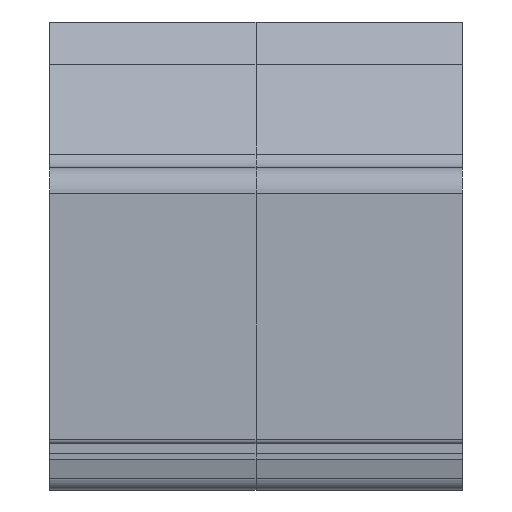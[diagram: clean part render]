
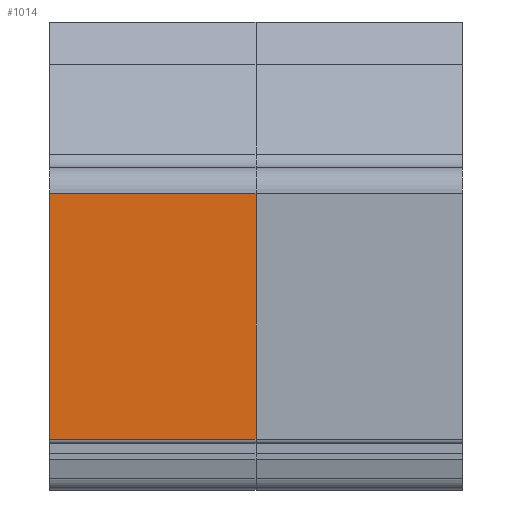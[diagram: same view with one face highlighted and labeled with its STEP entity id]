
A CAD part, front view. The second image highlights one B-rep face of the part: STEP entity #1014.
In plain terms, the highlighted planar face has unit normal (0, -1, 0).
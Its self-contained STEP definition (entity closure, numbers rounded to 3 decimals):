
#956=CARTESIAN_POINT('',(400.0,-835.0,30.5));
#957=VERTEX_POINT('',#956);
#965=CARTESIAN_POINT('',(0.0,-835.0,30.5));
#966=VERTEX_POINT('',#965);
#967=CARTESIAN_POINT('',(0.0,-835.0,30.5));
#968=DIRECTION('',(1.0,0.0,0.0));
#969=VECTOR('',#968,400.0);
#970=LINE('',#967,#969);
#971=EDGE_CURVE('',#966,#957,#970,.T.);
#984=CARTESIAN_POINT('',(0.0,-835.0,30.5));
#985=DIRECTION('',(0.0,-1.0,0.0));
#986=DIRECTION('',(0.0,0.0,-1.0));
#987=AXIS2_PLACEMENT_3D('',#984,#985,#986);
#988=PLANE('',#987);
#989=CARTESIAN_POINT('',(400.0,-835.,507.5));
#990=VERTEX_POINT('',#989);
#991=CARTESIAN_POINT('',(400.0,-835.0,30.5));
#992=DIRECTION('',(0.0,0.0,1.0));
#993=VECTOR('',#992,477.);
#994=LINE('',#991,#993);
#995=EDGE_CURVE('',#957,#990,#994,.T.);
#996=ORIENTED_EDGE('',*,*,#995,.T.);
#997=CARTESIAN_POINT('',(0.0,-835.,507.5));
#998=VERTEX_POINT('',#997);
#999=CARTESIAN_POINT('',(0.0,-835.,507.5));
#1000=DIRECTION('',(1.0,0.0,0.0));
#1001=VECTOR('',#1000,400.0);
#1002=LINE('',#999,#1001);
#1003=EDGE_CURVE('',#998,#990,#1002,.T.);
#1004=ORIENTED_EDGE('',*,*,#1003,.F.);
#1005=CARTESIAN_POINT('',(0.0,-835.,507.5));
#1006=DIRECTION('',(0.0,0.0,-1.0));
#1007=VECTOR('',#1006,477.);
#1008=LINE('',#1005,#1007);
#1009=EDGE_CURVE('',#998,#966,#1008,.T.);
#1010=ORIENTED_EDGE('',*,*,#1009,.T.);
#1011=ORIENTED_EDGE('',*,*,#971,.T.);
#1012=EDGE_LOOP('',(#996,#1004,#1010,#1011));
#1013=FACE_OUTER_BOUND('',#1012,.T.);
#1014=ADVANCED_FACE('',(#1013),#988,.T.);
